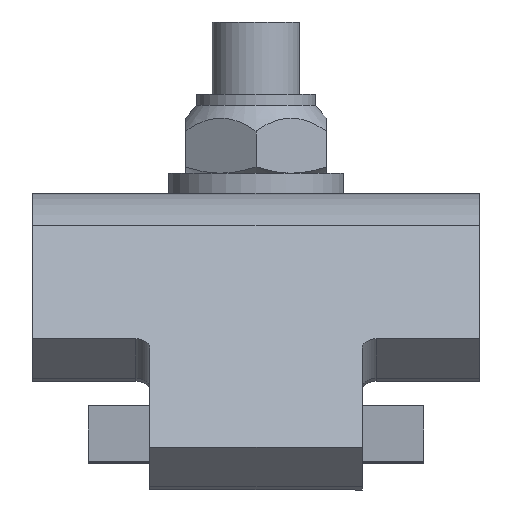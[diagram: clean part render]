
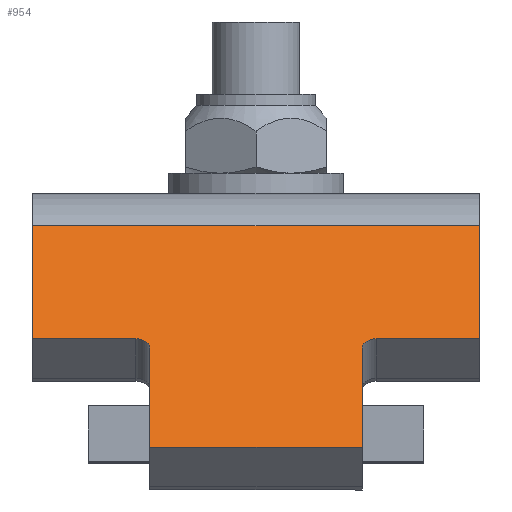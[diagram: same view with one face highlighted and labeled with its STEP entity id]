
A CAD part, top view. The second image highlights one B-rep face of the part: STEP entity #954.
In plain terms, the highlighted face is planar.
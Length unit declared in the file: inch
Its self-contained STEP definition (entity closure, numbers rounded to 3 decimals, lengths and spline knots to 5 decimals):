
#133=PLANE('',#1180);
#187=FACE_OUTER_BOUND('',#251,.T.);
#251=EDGE_LOOP('',(#851,#852,#853,#854,#855,#856,#857,#858,#859,#860));
#291=LINE('',#1706,#358);
#314=LINE('',#1764,#381);
#317=LINE('',#1772,#384);
#319=LINE('',#1776,#386);
#320=LINE('',#1779,#387);
#321=LINE('',#1781,#388);
#322=LINE('',#1783,#389);
#323=LINE('',#1784,#390);
#358=VECTOR('',#1382,0.3937);
#381=VECTOR('',#1433,0.3937);
#384=VECTOR('',#1442,0.3937);
#386=VECTOR('',#1446,0.3937);
#387=VECTOR('',#1449,0.36);
#388=VECTOR('',#1450,0.3937);
#389=VECTOR('',#1451,0.36);
#390=VECTOR('',#1452,0.3937);
#430=CIRCLE('',#1174,0.0625);
#431=CIRCLE('',#1177,0.0625);
#488=VERTEX_POINT('',#1703);
#489=VERTEX_POINT('',#1705);
#509=VERTEX_POINT('',#1758);
#510=VERTEX_POINT('',#1759);
#511=VERTEX_POINT('',#1766);
#512=VERTEX_POINT('',#1768);
#513=VERTEX_POINT('',#1774);
#514=VERTEX_POINT('',#1778);
#515=VERTEX_POINT('',#1780);
#516=VERTEX_POINT('',#1782);
#595=EDGE_CURVE('',#489,#488,#291,.T.);
#621=EDGE_CURVE('',#509,#510,#430,.T.);
#624=EDGE_CURVE('',#488,#510,#314,.T.);
#626=EDGE_CURVE('',#511,#512,#431,.T.);
#628=EDGE_CURVE('',#511,#489,#317,.T.);
#630=EDGE_CURVE('',#509,#513,#319,.T.);
#631=EDGE_CURVE('',#514,#513,#320,.T.);
#632=EDGE_CURVE('',#514,#515,#321,.T.);
#633=EDGE_CURVE('',#515,#516,#322,.T.);
#634=EDGE_CURVE('',#516,#512,#323,.T.);
#851=ORIENTED_EDGE('',*,*,#595,.T.);
#852=ORIENTED_EDGE('',*,*,#624,.T.);
#853=ORIENTED_EDGE('',*,*,#621,.F.);
#854=ORIENTED_EDGE('',*,*,#630,.T.);
#855=ORIENTED_EDGE('',*,*,#631,.F.);
#856=ORIENTED_EDGE('',*,*,#632,.T.);
#857=ORIENTED_EDGE('',*,*,#633,.T.);
#858=ORIENTED_EDGE('',*,*,#634,.T.);
#859=ORIENTED_EDGE('',*,*,#626,.F.);
#860=ORIENTED_EDGE('',*,*,#628,.T.);
#954=ADVANCED_FACE('',(#187),#133,.T.);
#1174=AXIS2_PLACEMENT_3D('',#1760,#1427,#1428);
#1177=AXIS2_PLACEMENT_3D('',#1769,#1437,#1438);
#1180=AXIS2_PLACEMENT_3D('',#1777,#1447,#1448);
#1382=DIRECTION('',(-1.,0.,0.));
#1427=DIRECTION('center_axis',(0.,0.707,
-0.707));
#1428=DIRECTION('ref_axis',(0.707,0.5,0.5));
#1433=DIRECTION('',(0.,0.707,0.707));
#1437=DIRECTION('center_axis',(0.,0.707,
-0.707));
#1438=DIRECTION('ref_axis',(-0.707,0.5,0.5));
#1442=DIRECTION('',(0.,-0.707,-0.707));
#1446=DIRECTION('',(-1.,0.,0.));
#1447=DIRECTION('center_axis',(0.,0.707,
-0.707));
#1448=DIRECTION('ref_axis',(0.,0.707,0.707));
#1449=DIRECTION('',(0.,-0.707,-0.707));
#1450=DIRECTION('',(1.,0.,0.));
#1451=DIRECTION('',(0.,-0.707,-0.707));
#1452=DIRECTION('',(-1.,0.,0.));
#1703=CARTESIAN_POINT('',(-0.475,-0.8888,-2.4513));
#1705=CARTESIAN_POINT('',(0.475,-0.8888,-2.4513));
#1706=CARTESIAN_POINT('',(-0.2375,-0.8888,-2.4513));
#1758=CARTESIAN_POINT('',(-0.5375,-0.40266,-1.96516));
#1759=CARTESIAN_POINT('',(-0.475,-0.44685,-2.00935));
#1760=CARTESIAN_POINT('Origin',(-0.5375,-0.44685,-2.00935));
#1764=CARTESIAN_POINT('',(-0.475,-0.53548,-2.09798));
#1766=CARTESIAN_POINT('',(0.475,-0.44685,-2.00935));
#1768=CARTESIAN_POINT('',(0.5375,-0.40266,-1.96516));
#1769=CARTESIAN_POINT('Origin',(0.5375,-0.44685,-2.00935));
#1772=CARTESIAN_POINT('',(0.475,-0.53548,-2.09798));
#1774=CARTESIAN_POINT('',(-1.,-0.40266,-1.96516));
#1776=CARTESIAN_POINT('',(-0.5,-0.40266,-1.96516));
#1777=CARTESIAN_POINT('Origin',(0.,-0.35895,
-1.92145));
#1778=CARTESIAN_POINT('',(-1.,0.10355,-1.45895));
#1779=CARTESIAN_POINT('',(-1.,0.90327,-0.65923));
#1780=CARTESIAN_POINT('',(1.,0.10355,-1.45895));
#1781=CARTESIAN_POINT('',(0.,0.10355,-1.45895));
#1782=CARTESIAN_POINT('',(1.,-0.40266,-1.96516));
#1783=CARTESIAN_POINT('',(1.,0.90327,-0.65923));
#1784=CARTESIAN_POINT('',(0.5,-0.40266,-1.96516));
